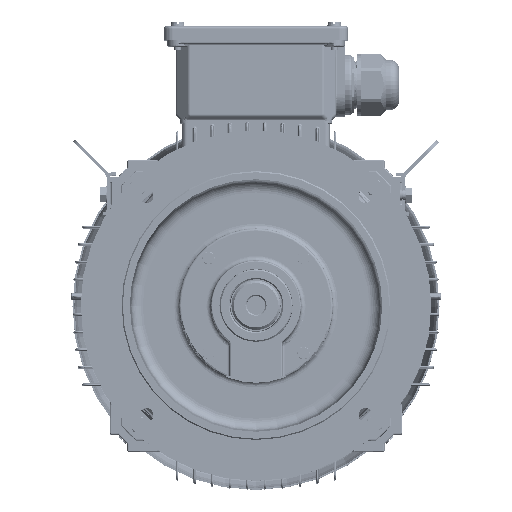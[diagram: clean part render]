
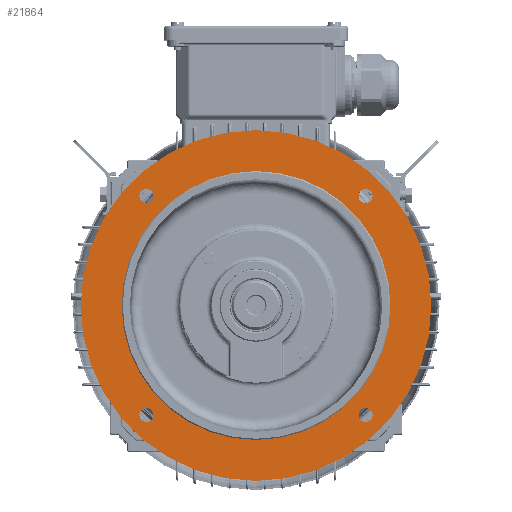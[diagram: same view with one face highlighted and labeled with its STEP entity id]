
A CAD part, top view. The second image highlights one B-rep face of the part: STEP entity #21864.
In plain terms, the highlighted planar face has unit normal (0, 0, 1).
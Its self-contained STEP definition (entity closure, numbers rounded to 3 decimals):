
#12383=PLANE('',#154781);
#14090=FACE_BOUND('',#40827,.T.);
#14091=FACE_BOUND('',#40828,.T.);
#14092=FACE_BOUND('',#40829,.T.);
#14093=FACE_BOUND('',#40830,.T.);
#14094=FACE_BOUND('',#40831,.T.);
#14095=FACE_BOUND('',#40832,.T.);
#21864=ADVANCED_FACE('',(#14090,#14091,#14092,#14093,#14094,#14095),#12383,
 .T.);
#40827=EDGE_LOOP('',(#103838));
#40828=EDGE_LOOP('',(#103839));
#40829=EDGE_LOOP('',(#103840));
#40830=EDGE_LOOP('',(#103841));
#40831=EDGE_LOOP('',(#103842));
#40832=EDGE_LOOP('',(#103843));
#103838=ORIENTED_EDGE('',*,*,#138624,.T.);
#103839=ORIENTED_EDGE('',*,*,#138625,.T.);
#103840=ORIENTED_EDGE('',*,*,#138626,.T.);
#103841=ORIENTED_EDGE('',*,*,#138627,.F.);
#103842=ORIENTED_EDGE('',*,*,#138628,.T.);
#103843=ORIENTED_EDGE('',*,*,#138629,.T.);
#118324=VERTEX_POINT('',#293583);
#118325=VERTEX_POINT('',#293585);
#118326=VERTEX_POINT('',#293587);
#118327=VERTEX_POINT('',#293589);
#118328=VERTEX_POINT('',#293591);
#118329=VERTEX_POINT('',#293593);
#138624=EDGE_CURVE('',#118324,#118324,#143594,.T.);
#138625=EDGE_CURVE('',#118325,#118325,#143595,.T.);
#138626=EDGE_CURVE('',#118326,#118326,#143596,.T.);
#138627=EDGE_CURVE('',#118327,#118327,#143597,.T.);
#138628=EDGE_CURVE('',#118328,#118328,#143598,.T.);
#138629=EDGE_CURVE('',#118329,#118329,#143599,.T.);
#143594=CIRCLE('',#154775,6.);
#143595=CIRCLE('',#154776,6.);
#143596=CIRCLE('',#154777,115.);
#143597=CIRCLE('',#154778,150.);
#143598=CIRCLE('',#154779,6.);
#143599=CIRCLE('',#154780,6.);
#154775=AXIS2_PLACEMENT_3D('',#293582,#188338,#188339);
#154776=AXIS2_PLACEMENT_3D('',#293584,#188340,#188341);
#154777=AXIS2_PLACEMENT_3D('',#293586,#188342,#188343);
#154778=AXIS2_PLACEMENT_3D('',#293588,#188344,#188345);
#154779=AXIS2_PLACEMENT_3D('',#293590,#188346,#188347);
#154780=AXIS2_PLACEMENT_3D('',#293592,#188348,#188349);
#154781=AXIS2_PLACEMENT_3D('',#293594,#188350,#188351);
#188338=DIRECTION('',(0.,0.,-1.));
#188339=DIRECTION('',(-0.707,-0.707,0.));
#188340=DIRECTION('',(0.,0.,-1.));
#188341=DIRECTION('',(-0.707,-0.707,0.));
#188342=DIRECTION('',(0.,0.,-1.));
#188343=DIRECTION('',(1.,0.,0.));
#188344=DIRECTION('',(0.,0.,-1.));
#188345=DIRECTION('',(1.,0.,0.));
#188346=DIRECTION('',(0.,0.,-1.));
#188347=DIRECTION('',(-0.707,-0.707,0.));
#188348=DIRECTION('',(0.,0.,-1.));
#188349=DIRECTION('',(-0.707,-0.707,0.));
#188350=DIRECTION('',(0.,0.,1.));
#188351=DIRECTION('',(-1.,0.,0.));
#293582=CARTESIAN_POINT('',(93.692,91.109,213.457));
#293583=CARTESIAN_POINT('',(89.449,86.867,213.457));
#293584=CARTESIAN_POINT('',(93.692,-96.274,213.457));
#293585=CARTESIAN_POINT('',(89.449,-100.516,213.457));
#293586=CARTESIAN_POINT('',(0.,-2.582,213.457));
#293587=CARTESIAN_POINT('',(115.,-2.582,213.457));
#293588=CARTESIAN_POINT('',(0.,-2.582,213.457));
#293589=CARTESIAN_POINT('',(150.,-2.582,213.457));
#293590=CARTESIAN_POINT('',(-93.692,-96.274,213.457));
#293591=CARTESIAN_POINT('',(-97.934,-100.516,213.457));
#293592=CARTESIAN_POINT('',(-93.692,91.109,213.457));
#293593=CARTESIAN_POINT('',(-97.934,86.867,213.457));
#293594=CARTESIAN_POINT('',(-150.,-2.582,213.457));
